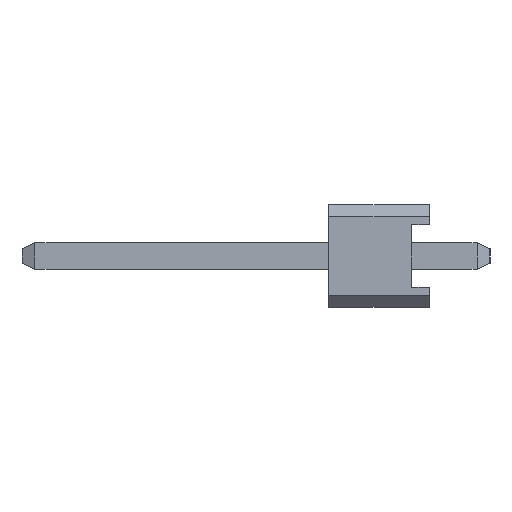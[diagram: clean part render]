
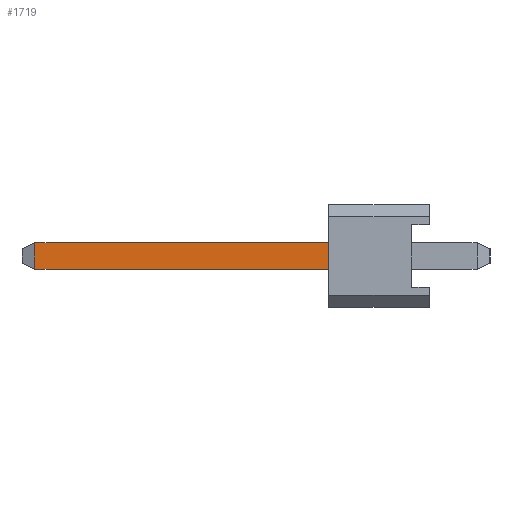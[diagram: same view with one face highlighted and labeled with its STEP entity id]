
A CAD part, left-side view. The second image highlights one B-rep face of the part: STEP entity #1719.
In plain terms, the highlighted planar face has unit normal (-1, 0, 0).
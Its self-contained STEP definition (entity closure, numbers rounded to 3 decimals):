
#128 = VERTEX_POINT ( 'NONE', #4600 ) ;
#137 = EDGE_CURVE ( 'NONE', #128, #140, #4586, .T. ) ;
#140 = VERTEX_POINT ( 'NONE', #4578 ) ;
#1516 = ORIENTED_EDGE ( 'NONE', *, *, #1517, .F. ) ;
#1517 = EDGE_CURVE ( 'NONE', #1518, #140, #7461, .T. ) ;
#1518 = VERTEX_POINT ( 'NONE', #7369 ) ;
#1519 = ORIENTED_EDGE ( 'NONE', *, *, #1520, .T. ) ;
#1520 = EDGE_CURVE ( 'NONE', #1518, #1521, #7368, .T. ) ;
#1521 = VERTEX_POINT ( 'NONE', #7465 ) ;
#1522 = ORIENTED_EDGE ( 'NONE', *, *, #1523, .T. ) ;
#1523 = EDGE_CURVE ( 'NONE', #1521, #128, #7467, .T. ) ;
#1527 = ORIENTED_EDGE ( 'NONE', *, *, #137, .T. ) ;
#1719 = ADVANCED_FACE ( 'NONE', ( #8051 ), #8067, .F. ) ;
#1720 = EDGE_LOOP ( 'NONE', ( #1516, #1519, #1522, #1527 ) ) ;
#4578 = CARTESIAN_POINT ( 'NONE',  ( -0.325, 2.5, 0.325 ) ) ;
#4583 = DIRECTION ( 'NONE',  ( 0., 0., 1. ) ) ;
#4584 = VECTOR ( 'NONE', #4583, 1000. ) ;
#4585 = CARTESIAN_POINT ( 'NONE',  ( -0.325, 2.5, -1.27 ) ) ;
#4586 = LINE ( 'NONE', #4585, #4584 ) ;
#4600 = CARTESIAN_POINT ( 'NONE',  ( -0.325, 2.5, -0.325 ) ) ;
#7365 = DIRECTION ( 'NONE',  ( 0., 0., -1. ) ) ;
#7366 = VECTOR ( 'NONE', #7365, 1000. ) ;
#7367 = CARTESIAN_POINT ( 'NONE',  ( -0.325, 9.778, 0.325 ) ) ;
#7368 = LINE ( 'NONE', #7367, #7366 ) ;
#7369 = CARTESIAN_POINT ( 'NONE',  ( -0.325, 9.778, 0.325 ) ) ;
#7370 = DIRECTION ( 'NONE',  ( 0., -1., 0. ) ) ;
#7371 = VECTOR ( 'NONE', #7370, 1000. ) ;
#7460 = CARTESIAN_POINT ( 'NONE',  ( -0.325, 10.1, 0.325 ) ) ;
#7461 = LINE ( 'NONE', #7460, #7371 ) ;
#7465 = CARTESIAN_POINT ( 'NONE',  ( -0.325, 9.778, -0.325 ) ) ;
#7467 = LINE ( 'NONE', #7489, #7519 ) ;
#7488 = DIRECTION ( 'NONE',  ( 0., -1., 0. ) ) ;
#7489 = CARTESIAN_POINT ( 'NONE',  ( -0.325, 10.1, -0.325 ) ) ;
#7519 = VECTOR ( 'NONE', #7488, 1000. ) ;
#8051 = FACE_OUTER_BOUND ( 'NONE', #1720, .T. ) ;
#8063 = DIRECTION ( 'NONE',  ( 0., 0., -1. ) ) ;
#8064 = DIRECTION ( 'NONE',  ( 1., 0., 0. ) ) ;
#8065 = CARTESIAN_POINT ( 'NONE',  ( -0.325, 10.1, 0.325 ) ) ;
#8066 = AXIS2_PLACEMENT_3D ( 'NONE', #8065, #8064, #8063 ) ;
#8067 = PLANE ( 'NONE',  #8066 ) ;
